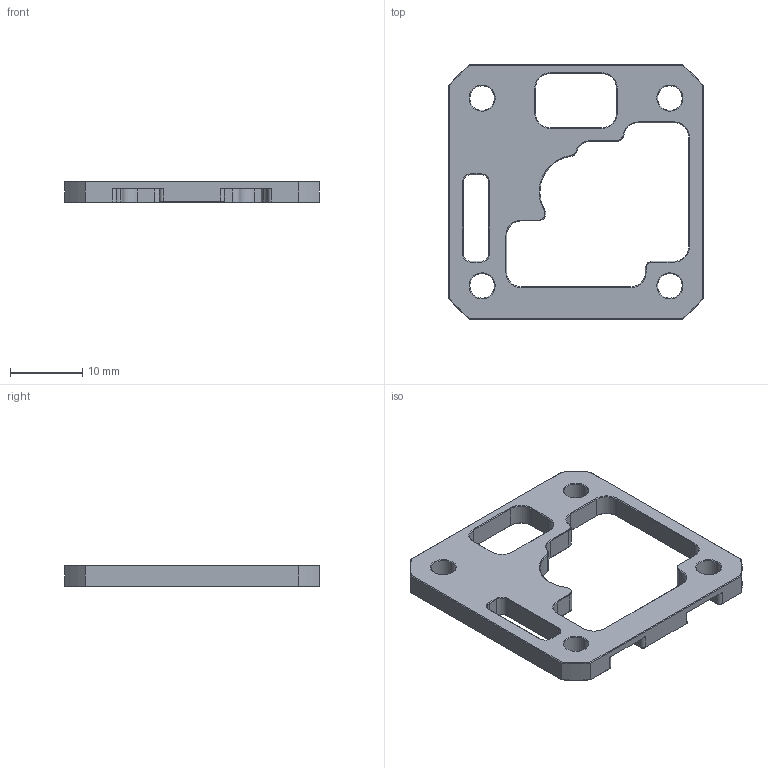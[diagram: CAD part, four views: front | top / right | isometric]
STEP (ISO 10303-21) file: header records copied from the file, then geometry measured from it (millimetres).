
FILE_DESCRIPTION (( 'STEP AP203' ), '1' );
FILE_NAME ('Dummy-0020.STEP_默认_sldprt.STEP', '2025-11-13T14:26:03', ( '' ), ( '' ), 'SwSTEP 2.0', 'SolidWorks 2020', '' );
FILE_SCHEMA (( 'CONFIG_CONTROL_DESIGN' ));
Length unit declared in the file: millimetre
Products named in the file (1): Dummy-0020.STEP_默认_sldprt
Bounding box: 35.2 x 35.2 x 3 mm (x, y, z)
Volume: 1731.4 mm3; surface area: 2185.9 mm2
Topology: 1 solids, 1 shells, 192 faces, 454 edges, 263 vertices
Faces by surface type: plane 75, cone 74, cylinder 43
Entity records: 5528 total; most frequent: DIRECTION 985, CARTESIAN_POINT 958, ORIENTED_EDGE 908, EDGE_CURVE 454, AXIS2_PLACEMENT_3D 354, LINE 277, VECTOR 277, VERTEX_POINT 263
